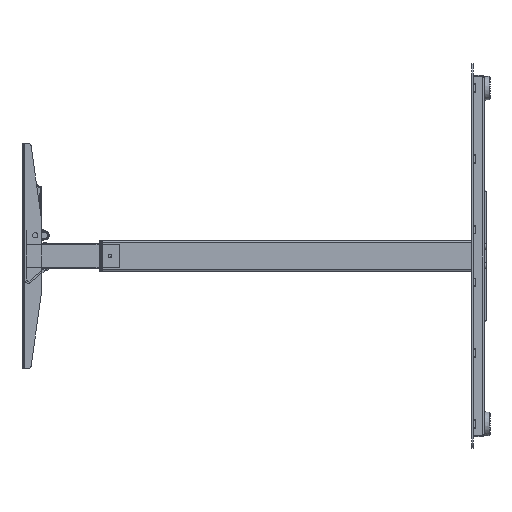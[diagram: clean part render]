
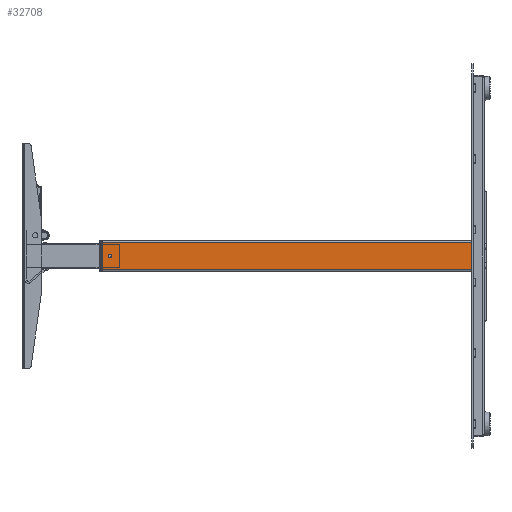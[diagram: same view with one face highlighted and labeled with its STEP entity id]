
A CAD part, left-side view. The second image highlights one B-rep face of the part: STEP entity #32708.
In plain terms, the highlighted planar face has unit normal (-1, 0, 0).
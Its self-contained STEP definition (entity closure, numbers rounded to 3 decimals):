
#1658 = DIRECTION ( 'NONE',  ( 0., 0., 1. ) ) ;
#1810 = AXIS2_PLACEMENT_3D ( 'NONE', #5421, #33105, #19154 ) ;
#2005 = CARTESIAN_POINT ( 'NONE',  ( -433.5, 601., 21.5 ) ) ;
#2077 = CARTESIAN_POINT ( 'NONE',  ( -433.5, 11., -21.5 ) ) ;
#2239 = CARTESIAN_POINT ( 'NONE',  ( -433.5, 601., -21.5 ) ) ;
#2277 = VERTEX_POINT ( 'NONE', #9399 ) ;
#3223 = ORIENTED_EDGE ( 'NONE', *, *, #16815, .T. ) ;
#3815 = VERTEX_POINT ( 'NONE', #16794 ) ;
#4383 = VERTEX_POINT ( 'NONE', #32016 ) ;
#4540 = CIRCLE ( 'NONE', #1810, 2.65 ) ;
#5421 = CARTESIAN_POINT ( 'NONE',  ( -433.5, 588.5, 0. ) ) ;
#5666 = CIRCLE ( 'NONE', #16632, 2.65 ) ;
#6227 = EDGE_LOOP ( 'NONE', ( #16521, #35405, #38963, #3223 ) ) ;
#7038 = CARTESIAN_POINT ( 'NONE',  ( -433.5, 11., -21.5 ) ) ;
#7080 = EDGE_LOOP ( 'NONE', ( #31871, #20817 ) ) ;
#7206 = CARTESIAN_POINT ( 'NONE',  ( -433.5, 601., -21.5 ) ) ;
#9000 = EDGE_CURVE ( 'NONE', #39840, #3815, #4540, .T. ) ;
#9399 = CARTESIAN_POINT ( 'NONE',  ( -433.5, 601., -21.5 ) ) ;
#10946 = VECTOR ( 'NONE', #1658, 1000. ) ;
#12016 = EDGE_CURVE ( 'NONE', #2277, #4383, #27255, .T. ) ;
#12036 = DIRECTION ( 'NONE',  ( 0., 0., -1. ) ) ;
#12204 = EDGE_CURVE ( 'NONE', #27869, #34479, #18406, .T. ) ;
#16521 = ORIENTED_EDGE ( 'NONE', *, *, #12204, .T. ) ;
#16632 = AXIS2_PLACEMENT_3D ( 'NONE', #38268, #29219, #12036 ) ;
#16794 = CARTESIAN_POINT ( 'NONE',  ( -433.5, 588.5, -2.65 ) ) ;
#16815 = EDGE_CURVE ( 'NONE', #2277, #27869, #36679, .T. ) ;
#18406 = LINE ( 'NONE', #2077, #10946 ) ;
#18469 = CARTESIAN_POINT ( 'NONE',  ( -433.5, 11., 21.5 ) ) ;
#19154 = DIRECTION ( 'NONE',  ( 0., 0., -1. ) ) ;
#19418 = PLANE ( 'NONE',  #34398 ) ;
#20703 = VECTOR ( 'NONE', #37292, 1000. ) ;
#20817 = ORIENTED_EDGE ( 'NONE', *, *, #9000, .T. ) ;
#22225 = FACE_BOUND ( 'NONE', #7080, .T. ) ;
#22427 = FACE_OUTER_BOUND ( 'NONE', #6227, .T. ) ;
#24580 = LINE ( 'NONE', #2005, #20703 ) ;
#25853 = EDGE_CURVE ( 'NONE', #4383, #34479, #24580, .T. ) ;
#27255 = LINE ( 'NONE', #40166, #41854 ) ;
#27869 = VERTEX_POINT ( 'NONE', #7038 ) ;
#29219 = DIRECTION ( 'NONE',  ( 1., 0., 0. ) ) ;
#30231 = DIRECTION ( 'NONE',  ( 0., -1., 0. ) ) ;
#30511 = DIRECTION ( 'NONE',  ( 0., 0., 1. ) ) ;
#31871 = ORIENTED_EDGE ( 'NONE', *, *, #38794, .T. ) ;
#32016 = CARTESIAN_POINT ( 'NONE',  ( -433.5, 601., 21.5 ) ) ;
#32708 = ADVANCED_FACE ( 'NONE', ( #22225, #22427 ), #19418, .F. ) ;
#33105 = DIRECTION ( 'NONE',  ( 1., 0., 0. ) ) ;
#34398 = AXIS2_PLACEMENT_3D ( 'NONE', #2239, #35150, #35359 ) ;
#34479 = VERTEX_POINT ( 'NONE', #18469 ) ;
#35150 = DIRECTION ( 'NONE',  ( 1., 0., 0. ) ) ;
#35359 = DIRECTION ( 'NONE',  ( 0., 0., -1. ) ) ;
#35405 = ORIENTED_EDGE ( 'NONE', *, *, #25853, .F. ) ;
#36532 = CARTESIAN_POINT ( 'NONE',  ( -433.5, 588.5, 2.65 ) ) ;
#36679 = LINE ( 'NONE', #7206, #40750 ) ;
#37292 = DIRECTION ( 'NONE',  ( 0., -1., 0. ) ) ;
#38268 = CARTESIAN_POINT ( 'NONE',  ( -433.5, 588.5, 0. ) ) ;
#38794 = EDGE_CURVE ( 'NONE', #3815, #39840, #5666, .T. ) ;
#38963 = ORIENTED_EDGE ( 'NONE', *, *, #12016, .F. ) ;
#39840 = VERTEX_POINT ( 'NONE', #36532 ) ;
#40166 = CARTESIAN_POINT ( 'NONE',  ( -433.5, 601., -21.5 ) ) ;
#40750 = VECTOR ( 'NONE', #30231, 1000. ) ;
#41854 = VECTOR ( 'NONE', #30511, 1000. ) ;
